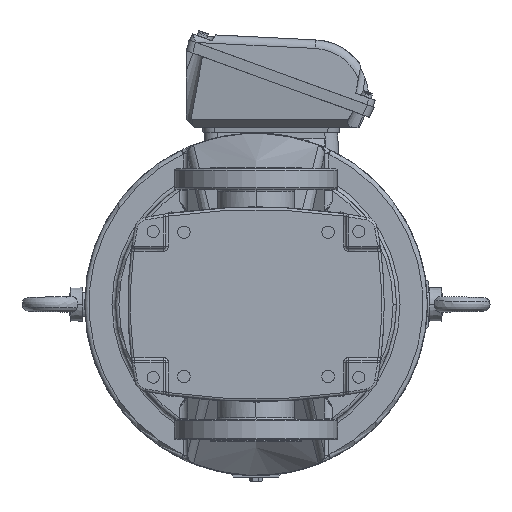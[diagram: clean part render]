
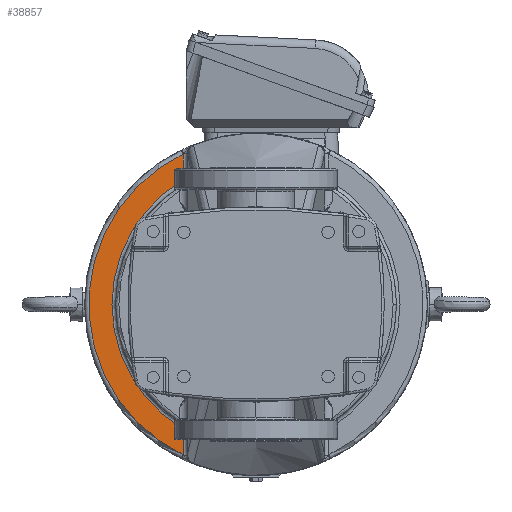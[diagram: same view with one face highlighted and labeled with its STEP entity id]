
A CAD part, front view. The second image highlights one B-rep face of the part: STEP entity #38857.
In plain terms, the highlighted planar face has unit normal (0, -1, 0).
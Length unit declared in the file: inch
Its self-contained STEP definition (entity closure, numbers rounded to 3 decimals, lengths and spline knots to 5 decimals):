
#372 = EDGE_LOOP ( 'NONE', ( #77050, #80126, #122193, #110984 ) ) ;
#3751 = DIRECTION ( 'NONE',  ( 0., -1., 0. ) ) ;
#6729 = DIRECTION ( 'NONE',  ( 1., 0., 0. ) ) ;
#8772 = DIRECTION ( 'NONE',  ( 0., 0., -1. ) ) ;
#11749 = DIRECTION ( 'NONE',  ( 0., 0., -1. ) ) ;
#15692 = VERTEX_POINT ( 'NONE', #30268 ) ;
#16583 = CARTESIAN_POINT ( 'NONE',  ( -7.0213, 27.42894, -3.34646 ) ) ;
#18478 = LINE ( 'NONE', #66634, #99643 ) ;
#19469 = CARTESIAN_POINT ( 'NONE',  ( -1.31617, 27.42894, 0. ) ) ;
#30268 = CARTESIAN_POINT ( 'NONE',  ( 4.38896, 27.42894, -3.34646 ) ) ;
#31009 = AXIS2_PLACEMENT_3D ( 'NONE', #77706, #105964, #125845 ) ;
#38857 = ADVANCED_FACE ( 'NONE', ( #66819 ), #86711, .T. ) ;
#44637 = LINE ( 'NONE', #74784, #91760 ) ;
#47643 = CARTESIAN_POINT ( 'NONE',  ( 5.59325, 27.42894, -3.34646 ) ) ;
#52538 = CARTESIAN_POINT ( 'NONE',  ( -1.31617, 27.42894, 0. ) ) ;
#56506 = EDGE_CURVE ( 'NONE', #88436, #91754, #91533, .T. ) ;
#57985 = AXIS2_PLACEMENT_3D ( 'NONE', #19469, #58613, #11749 ) ;
#58613 = DIRECTION ( 'NONE',  ( 0., 1., 0. ) ) ;
#66634 = CARTESIAN_POINT ( 'NONE',  ( 4.38896, 27.42894, -3.34646 ) ) ;
#66819 = FACE_OUTER_BOUND ( 'NONE', #372, .T. ) ;
#74784 = CARTESIAN_POINT ( 'NONE',  ( -8.22559, 27.42894, -3.34646 ) ) ;
#77050 = ORIENTED_EDGE ( 'NONE', *, *, #101212, .T. ) ;
#77706 = CARTESIAN_POINT ( 'NONE',  ( -1.31617, 27.42894, 0. ) ) ;
#80126 = ORIENTED_EDGE ( 'NONE', *, *, #89395, .F. ) ;
#84376 = EDGE_CURVE ( 'NONE', #15692, #91754, #18478, .T. ) ;
#86711 = PLANE ( 'NONE',  #31009 ) ;
#88436 = VERTEX_POINT ( 'NONE', #92351 ) ;
#89395 = EDGE_CURVE ( 'NONE', #88436, #115285, #44637, .T. ) ;
#91533 = CIRCLE ( 'NONE', #126322, 7.67717 ) ;
#91754 = VERTEX_POINT ( 'NONE', #47643 ) ;
#91760 = VECTOR ( 'NONE', #6729, 39.37008 ) ;
#92351 = CARTESIAN_POINT ( 'NONE',  ( -8.22559, 27.42894, -3.34646 ) ) ;
#99643 = VECTOR ( 'NONE', #117291, 39.37008 ) ;
#101212 = EDGE_CURVE ( 'NONE', #15692, #115285, #113377, .T. ) ;
#105964 = DIRECTION ( 'NONE',  ( 0., -1., 0. ) ) ;
#110984 = ORIENTED_EDGE ( 'NONE', *, *, #84376, .F. ) ;
#113377 = CIRCLE ( 'NONE', #57985, 6.61417 ) ;
#115285 = VERTEX_POINT ( 'NONE', #16583 ) ;
#117291 = DIRECTION ( 'NONE',  ( 1., 0., 0. ) ) ;
#122193 = ORIENTED_EDGE ( 'NONE', *, *, #56506, .T. ) ;
#125845 = DIRECTION ( 'NONE',  ( 0., 0., -1. ) ) ;
#126322 = AXIS2_PLACEMENT_3D ( 'NONE', #52538, #3751, #8772 ) ;
